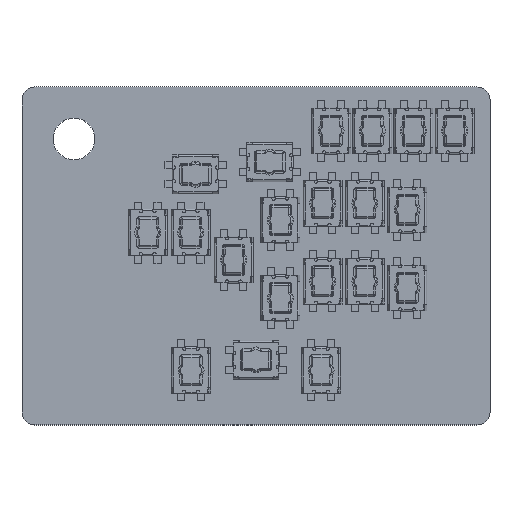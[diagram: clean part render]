
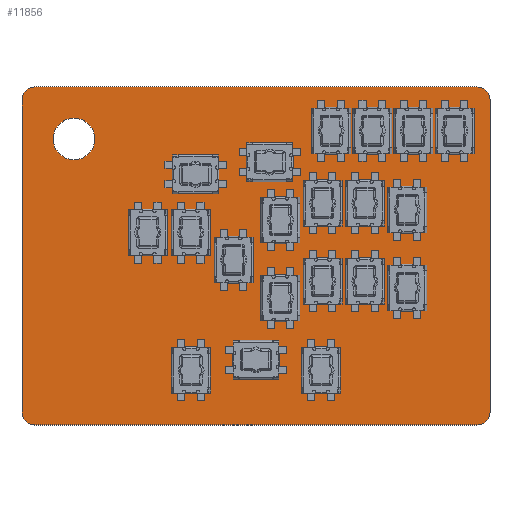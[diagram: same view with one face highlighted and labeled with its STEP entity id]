
A CAD part, top view. The second image highlights one B-rep face of the part: STEP entity #11856.
In plain terms, the highlighted planar face has unit normal (0, 0, 1).
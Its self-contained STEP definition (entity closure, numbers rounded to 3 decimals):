
#11696 = VERTEX_POINT('',#11697);
#11697 = CARTESIAN_POINT('',(165.,-87.,1.69));
#11703 = EDGE_CURVE('',#11696,#11704,#11706,.T.);
#11704 = VERTEX_POINT('',#11705);
#11705 = CARTESIAN_POINT('',(166.,-88.,1.69));
#11706 = CIRCLE('',#11707,1.);
#11707 = AXIS2_PLACEMENT_3D('',#11708,#11709,#11710);
#11708 = CARTESIAN_POINT('',(165.,-88.,1.69));
#11709 = DIRECTION('',(0.,0.,-1.));
#11710 = DIRECTION('',(0.,1.,0.));
#11738 = VERTEX_POINT('',#11739);
#11739 = CARTESIAN_POINT('',(131.,-87.,1.69));
#11745 = EDGE_CURVE('',#11738,#11696,#11746,.T.);
#11746 = LINE('',#11747,#11748);
#11747 = CARTESIAN_POINT('',(131.,-87.,1.69));
#11748 = VECTOR('',#11749,1.);
#11749 = DIRECTION('',(1.,0.,0.));
#11767 = EDGE_CURVE('',#11704,#11768,#11770,.T.);
#11768 = VERTEX_POINT('',#11769);
#11769 = CARTESIAN_POINT('',(166.,-112.,1.69));
#11770 = LINE('',#11771,#11772);
#11771 = CARTESIAN_POINT('',(166.,-88.,1.69));
#11772 = VECTOR('',#11773,1.);
#11773 = DIRECTION('',(0.,-1.,0.));
#11856 = ADVANCED_FACE('',(#11857,#11903),#11914,.F.);
#11857 = FACE_BOUND('',#11858,.F.);
#11858 = EDGE_LOOP('',(#11859,#11860,#11861,#11870,#11878,#11887,#11895,
    #11902));
#11859 = ORIENTED_EDGE('',*,*,#11703,.T.);
#11860 = ORIENTED_EDGE('',*,*,#11767,.T.);
#11861 = ORIENTED_EDGE('',*,*,#11862,.T.);
#11862 = EDGE_CURVE('',#11768,#11863,#11865,.T.);
#11863 = VERTEX_POINT('',#11864);
#11864 = CARTESIAN_POINT('',(165.,-113.,1.69));
#11865 = CIRCLE('',#11866,1.);
#11866 = AXIS2_PLACEMENT_3D('',#11867,#11868,#11869);
#11867 = CARTESIAN_POINT('',(165.,-112.,1.69));
#11868 = DIRECTION('',(0.,0.,-1.));
#11869 = DIRECTION('',(1.,0.,0.));
#11870 = ORIENTED_EDGE('',*,*,#11871,.T.);
#11871 = EDGE_CURVE('',#11863,#11872,#11874,.T.);
#11872 = VERTEX_POINT('',#11873);
#11873 = CARTESIAN_POINT('',(131.,-113.,1.69));
#11874 = LINE('',#11875,#11876);
#11875 = CARTESIAN_POINT('',(165.,-113.,1.69));
#11876 = VECTOR('',#11877,1.);
#11877 = DIRECTION('',(-1.,0.,0.));
#11878 = ORIENTED_EDGE('',*,*,#11879,.T.);
#11879 = EDGE_CURVE('',#11872,#11880,#11882,.T.);
#11880 = VERTEX_POINT('',#11881);
#11881 = CARTESIAN_POINT('',(130.,-112.,1.69));
#11882 = CIRCLE('',#11883,1.);
#11883 = AXIS2_PLACEMENT_3D('',#11884,#11885,#11886);
#11884 = CARTESIAN_POINT('',(131.,-112.,1.69));
#11885 = DIRECTION('',(0.,0.,-1.));
#11886 = DIRECTION('',(0.,-1.,0.));
#11887 = ORIENTED_EDGE('',*,*,#11888,.T.);
#11888 = EDGE_CURVE('',#11880,#11889,#11891,.T.);
#11889 = VERTEX_POINT('',#11890);
#11890 = CARTESIAN_POINT('',(130.,-88.,1.69));
#11891 = LINE('',#11892,#11893);
#11892 = CARTESIAN_POINT('',(130.,-112.,1.69));
#11893 = VECTOR('',#11894,1.);
#11894 = DIRECTION('',(0.,1.,0.));
#11895 = ORIENTED_EDGE('',*,*,#11896,.T.);
#11896 = EDGE_CURVE('',#11889,#11738,#11897,.T.);
#11897 = CIRCLE('',#11898,1.);
#11898 = AXIS2_PLACEMENT_3D('',#11899,#11900,#11901);
#11899 = CARTESIAN_POINT('',(131.,-88.,1.69));
#11900 = DIRECTION('',(0.,0.,-1.));
#11901 = DIRECTION('',(-1.,0.,-0.));
#11902 = ORIENTED_EDGE('',*,*,#11745,.T.);
#11903 = FACE_BOUND('',#11904,.F.);
#11904 = EDGE_LOOP('',(#11905));
#11905 = ORIENTED_EDGE('',*,*,#11906,.F.);
#11906 = EDGE_CURVE('',#11907,#11907,#11909,.T.);
#11907 = VERTEX_POINT('',#11908);
#11908 = CARTESIAN_POINT('',(134.,-92.6,1.69));
#11909 = CIRCLE('',#11910,1.6);
#11910 = AXIS2_PLACEMENT_3D('',#11911,#11912,#11913);
#11911 = CARTESIAN_POINT('',(134.,-91.,1.69));
#11912 = DIRECTION('',(-0.,0.,-1.));
#11913 = DIRECTION('',(-0.,-1.,0.));
#11914 = PLANE('',#11915);
#11915 = AXIS2_PLACEMENT_3D('',#11916,#11917,#11918);
#11916 = CARTESIAN_POINT('',(148.,-100.,1.69));
#11917 = DIRECTION('',(-0.,-0.,-1.));
#11918 = DIRECTION('',(-1.,0.,0.));
